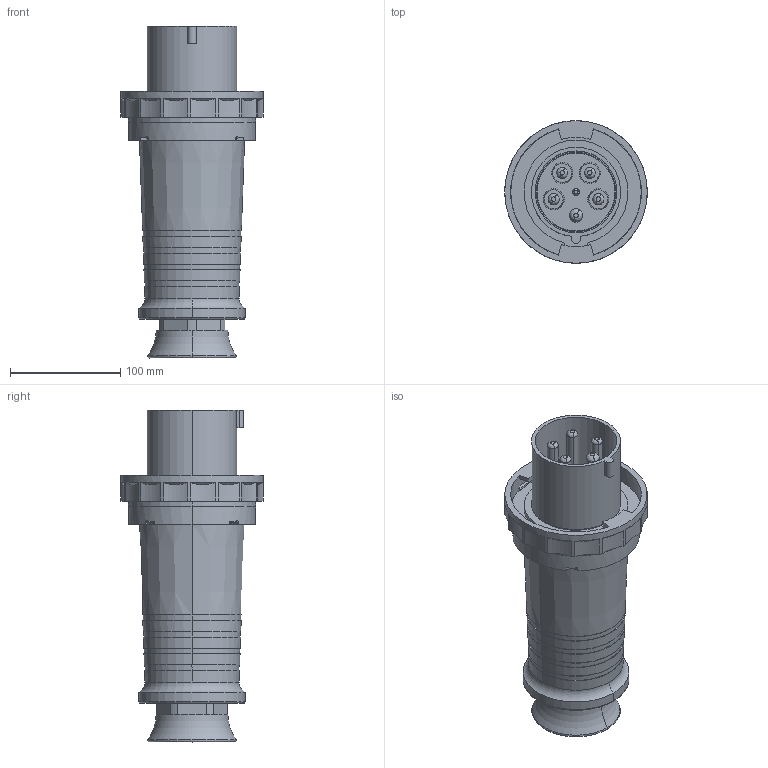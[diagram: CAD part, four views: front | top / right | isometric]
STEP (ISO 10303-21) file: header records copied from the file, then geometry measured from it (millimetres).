
FILE_DESCRIPTION((''),'2;1');
FILE_NAME('81395_3D-SIMPLIFIED_ASM','2023-03-28T10:54:08',('theo.robert.ext'),(''),'CREO PARAMETRIC BY PTC INC, 2018260','CREO PARAMETRIC BY PTC INC, 2018260','');
FILE_SCHEMA(('CONFIG_CONTROL_DESIGN'));
Length unit declared in the file: millimetre
Products named in the file (12): PRT0001; PRT0002; PRT0003; PRT0004; PRT0005; PRT0006; PRT0007; PRT0008; PRT0009; PRT0010; PRT0011; 81395_3D-SIMPLIFIED_ASM
Assembly tree (20 placements, depth 2):
  81395_3D-SIMPLIFIED_ASM
    PRT0001
    PRT0002
    PRT0003
    PRT0004  x2
    PRT0005
    PRT0006
    PRT0007
    PRT0008
    PRT0009  x7
    PRT0010  x2
    PRT0011  x2
Bounding box: 129 x 129 x 300.51 mm (x, y, z)
Volume: 907154.6 mm3; surface area: 318745.3 mm2
Topology: 20 solids, 20 shells, 741 faces, 1957 edges, 1313 vertices
Faces by surface type: plane 386, cylinder 229, cone 72, sphere 28, torus 14, bspline 12
Entity records: 17093 total; most frequent: CARTESIAN_POINT 3579, DIRECTION 2995, ORIENTED_EDGE 2662, EDGE_CURVE 1331, AXIS2_PLACEMENT_3D 1199, VERTEX_POINT 895, CIRCLE 661, EDGE_LOOP 608
